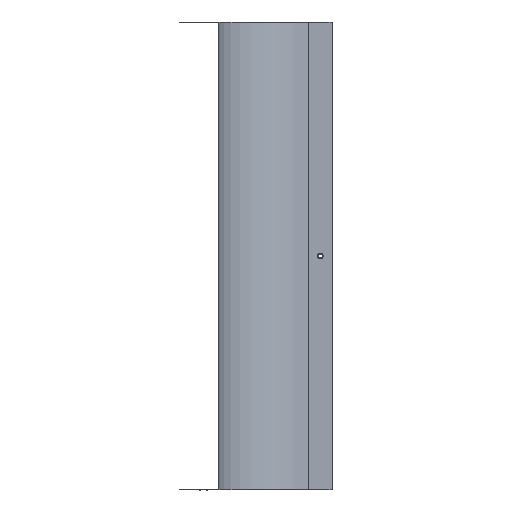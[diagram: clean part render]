
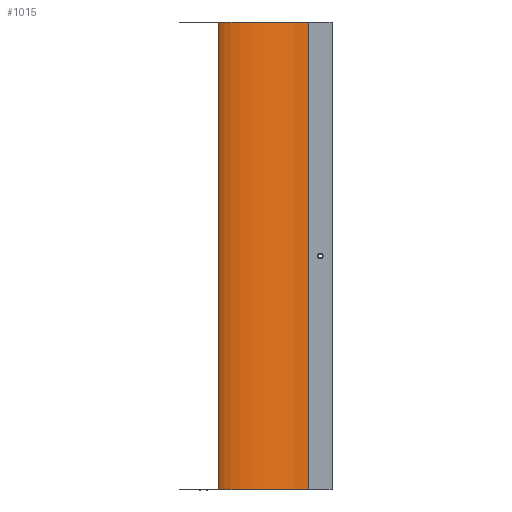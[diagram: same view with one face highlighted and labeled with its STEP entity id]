
A CAD part, left-side view. The second image highlights one B-rep face of the part: STEP entity #1015.
In plain terms, the highlighted cylindrical face has radius 115 mm (diameter 230 mm), a partial arc.
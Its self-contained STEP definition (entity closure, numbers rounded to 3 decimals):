
#4 = CARTESIAN_POINT ( 'NONE',  ( 0., 30., 1. ) ) ;
#6 = CARTESIAN_POINT ( 'NONE',  ( 0., 30., -599. ) ) ;
#26 = CARTESIAN_POINT ( 'NONE',  ( -115., 145., 1. ) ) ;
#74 = CARTESIAN_POINT ( 'NONE',  ( -115., 30., 1. ) ) ;
#75 = DIRECTION ( 'NONE',  ( 0., 0., -1. ) ) ;
#85 = DIRECTION ( 'NONE',  ( -1., 0., 0. ) ) ;
#172 = FACE_OUTER_BOUND ( 'NONE', #355, .T. ) ;
#179 = CYLINDRICAL_SURFACE ( 'NONE', #476, 115. ) ;
#249 = CIRCLE ( 'NONE', #948, 115. ) ;
#253 = CIRCLE ( 'NONE', #949, 115. ) ;
#271 = LINE ( 'NONE', #1465, #273 ) ;
#273 = VECTOR ( 'NONE', #1435, 1000. ) ;
#355 = EDGE_LOOP ( 'NONE', ( #1065, #1072, #700, #1070 ) ) ;
#404 = LINE ( 'NONE', #1623, #408 ) ;
#408 = VECTOR ( 'NONE', #1589, 1000. ) ;
#476 = AXIS2_PLACEMENT_3D ( 'NONE', #74, #75, #85 ) ;
#509 = EDGE_CURVE ( 'NONE', #1152, #1175, #404, .T. ) ;
#700 = ORIENTED_EDGE ( 'NONE', *, *, #1296, .F. ) ;
#948 = AXIS2_PLACEMENT_3D ( 'NONE', #1391, #1390, #1389 ) ;
#949 = AXIS2_PLACEMENT_3D ( 'NONE', #1404, #1395, #1394 ) ;
#1015 = ADVANCED_FACE ( 'NONE', ( #172 ), #179, .F. ) ;
#1065 = ORIENTED_EDGE ( 'NONE', *, *, #509, .T. ) ;
#1070 = ORIENTED_EDGE ( 'NONE', *, *, #1286, .F. ) ;
#1072 = ORIENTED_EDGE ( 'NONE', *, *, #1288, .T. ) ;
#1152 = VERTEX_POINT ( 'NONE', #26 ) ;
#1167 = VERTEX_POINT ( 'NONE', #6 ) ;
#1169 = VERTEX_POINT ( 'NONE', #4 ) ;
#1175 = VERTEX_POINT ( 'NONE', #1450 ) ;
#1286 = EDGE_CURVE ( 'NONE', #1152, #1169, #253, .T. ) ;
#1288 = EDGE_CURVE ( 'NONE', #1175, #1167, #249, .T. ) ;
#1296 = EDGE_CURVE ( 'NONE', #1169, #1167, #271, .T. ) ;
#1389 = DIRECTION ( 'NONE',  ( -1., 0., 0. ) ) ;
#1390 = DIRECTION ( 'NONE',  ( 0., 0., -1. ) ) ;
#1391 = CARTESIAN_POINT ( 'NONE',  ( -115., 30., -599. ) ) ;
#1394 = DIRECTION ( 'NONE',  ( -1., 0., 0. ) ) ;
#1395 = DIRECTION ( 'NONE',  ( 0., 0., -1. ) ) ;
#1404 = CARTESIAN_POINT ( 'NONE',  ( -115., 30., 1. ) ) ;
#1435 = DIRECTION ( 'NONE',  ( 0., 0., -1. ) ) ;
#1450 = CARTESIAN_POINT ( 'NONE',  ( -115., 145., -599. ) ) ;
#1465 = CARTESIAN_POINT ( 'NONE',  ( 0., 30., 1. ) ) ;
#1589 = DIRECTION ( 'NONE',  ( 0., 0., -1. ) ) ;
#1623 = CARTESIAN_POINT ( 'NONE',  ( -115., 145., 1. ) ) ;
